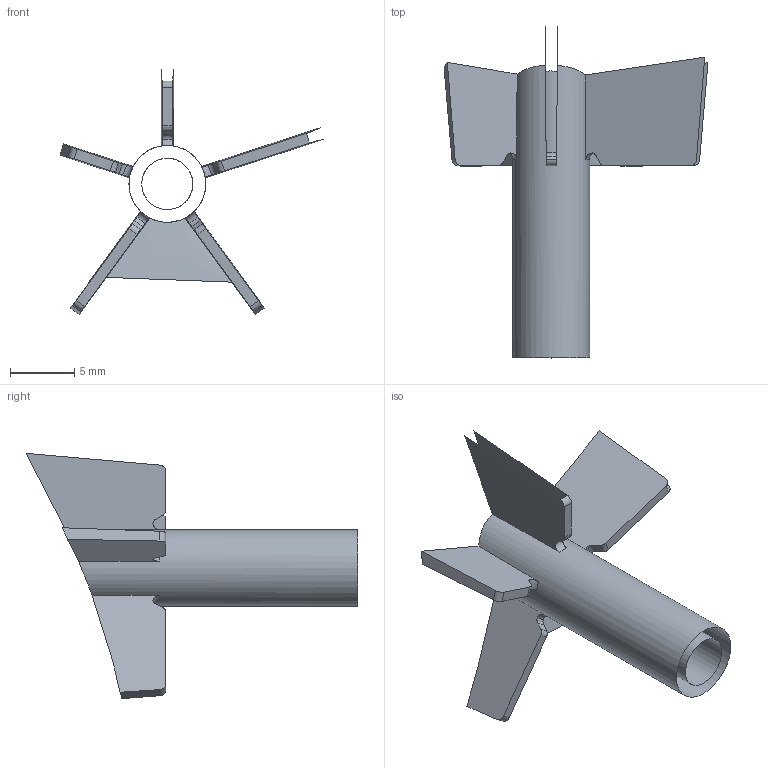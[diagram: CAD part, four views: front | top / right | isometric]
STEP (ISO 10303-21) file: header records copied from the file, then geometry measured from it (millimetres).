
FILE_DESCRIPTION(('Open CASCADE Model'),'2;1');
FILE_NAME('Open CASCADE Shape Model','2025-10-21T21:37:34',('Author'),( 'Open CASCADE'),'Open CASCADE STEP processor 7.7','Open CASCADE 7.7' ,'Unknown');
FILE_SCHEMA(('AUTOMOTIVE_DESIGN { 1 0 10303 214 1 1 1 1 }'));
Length unit declared in the file: millimetre
Products named in the file (46): Open CASCADE STEP translator 7.7 19; Open CASCADE STEP translator 7.7 19.1; Open CASCADE STEP translator 7.7 19.2; Open CASCADE STEP translator 7.7 19.3; Open CASCADE STEP translator 7.7 19.4; Open CASCADE STEP translator 7.7 19.5; Open CASCADE STEP translator 7.7 19.6; Open CASCADE STEP translator 7.7 19.7; Open CASCADE STEP translator 7.7 19.8; Open CASCADE STEP translator 7.7 19.9; Open CASCADE STEP translator 7.7 19.10; Open CASCADE STEP translator 7.7 19.11; Open CASCADE STEP translator 7.7 19.12; Open CASCADE STEP translator 7.7 19.13; Open CASCADE STEP translator 7.7 19.14; Open CASCADE STEP translator 7.7 19.15; Open CASCADE STEP translator 7.7 19.16; Open CASCADE STEP translator 7.7 19.17; Open CASCADE STEP translator 7.7 19.18; Open CASCADE STEP translator 7.7 19.19; Open CASCADE STEP translator 7.7 19.20; Open CASCADE STEP translator 7.7 19.21; Open CASCADE STEP translator 7.7 19.22; Open CASCADE STEP translator 7.7 19.23; Open CASCADE STEP translator 7.7 19.24; Open CASCADE STEP translator 7.7 19.25; Open CASCADE STEP translator 7.7 19.26; Open CASCADE STEP translator 7.7 19.27; Open CASCADE STEP translator 7.7 19.28; Open CASCADE STEP translator 7.7 19.29; Open CASCADE STEP translator 7.7 19.30; Open CASCADE STEP translator 7.7 19.31; Open CASCADE STEP translator 7.7 19.32; Open CASCADE STEP translator 7.7 19.33; Open CASCADE STEP translator 7.7 19.34; Open CASCADE STEP translator 7.7 19.35; Open CASCADE STEP translator 7.7 19.36; Open CASCADE STEP translator 7.7 19.37; Open CASCADE STEP translator 7.7 19.38; Open CASCADE STEP translator 7.7 19.39 ...
Assembly tree (45 placements, depth 2):
  Open CASCADE STEP translator 7.7 19
    Open CASCADE STEP translator 7.7 19.1
    Open CASCADE STEP translator 7.7 19.2
    Open CASCADE STEP translator 7.7 19.3
    Open CASCADE STEP translator 7.7 19.4
    Open CASCADE STEP translator 7.7 19.5
    Open CASCADE STEP translator 7.7 19.6
    Open CASCADE STEP translator 7.7 19.7
    Open CASCADE STEP translator 7.7 19.8
    Open CASCADE STEP translator 7.7 19.9
    Open CASCADE STEP translator 7.7 19.10
    Open CASCADE STEP translator 7.7 19.11
    Open CASCADE STEP translator 7.7 19.12
    Open CASCADE STEP translator 7.7 19.13
    Open CASCADE STEP translator 7.7 19.14
    Open CASCADE STEP translator 7.7 19.15
    Open CASCADE STEP translator 7.7 19.16
    Open CASCADE STEP translator 7.7 19.17
    Open CASCADE STEP translator 7.7 19.18
    Open CASCADE STEP translator 7.7 19.19
    Open CASCADE STEP translator 7.7 19.20
    Open CASCADE STEP translator 7.7 19.21
    Open CASCADE STEP translator 7.7 19.22
    Open CASCADE STEP translator 7.7 19.23
    Open CASCADE STEP translator 7.7 19.24
    Open CASCADE STEP translator 7.7 19.25
    Open CASCADE STEP translator 7.7 19.26
    Open CASCADE STEP translator 7.7 19.27
    Open CASCADE STEP translator 7.7 19.28
    Open CASCADE STEP translator 7.7 19.29
    Open CASCADE STEP translator 7.7 19.30
    Open CASCADE STEP translator 7.7 19.31
    Open CASCADE STEP translator 7.7 19.32
    Open CASCADE STEP translator 7.7 19.33
    Open CASCADE STEP translator 7.7 19.34
    Open CASCADE STEP translator 7.7 19.35
    Open CASCADE STEP translator 7.7 19.36
    Open CASCADE STEP translator 7.7 19.37
    Open CASCADE STEP translator 7.7 19.38
    Open CASCADE STEP translator 7.7 19.39
    Open CASCADE STEP translator 7.7 19.40
    Open CASCADE STEP translator 7.7 19.41
    Open CASCADE STEP translator 7.7 19.42
    Open CASCADE STEP translator 7.7 19.43
    Open CASCADE STEP translator 7.7 19.44
    Open CASCADE STEP translator 7.7 19.45
Bounding box: 20.61 x 25.9 x 19.15 mm (x, y, z)
Surface area: 1201.8 mm2 (no closed solid volume)
Topology: 0 solids, 45 shells, 45 faces, 253 edges, 251 vertices
Faces by surface type: plane 18, torus 15, cylinder 6, cone 5, bspline 1
Full cylindrical faces by diameter (mm): 4 x1, 6 x1
Entity records: 6542 total; most frequent: CARTESIAN_POINT 2720, DIRECTION 536, ORIENTED_EDGE 255, PCURVE 255, DEFINITIONAL_REPRESENTATION 255, EDGE_CURVE 253, VERTEX_POINT 251, SURFACE_CURVE 251
